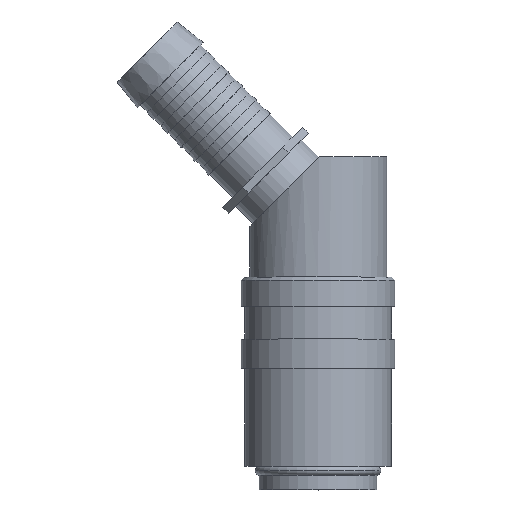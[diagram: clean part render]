
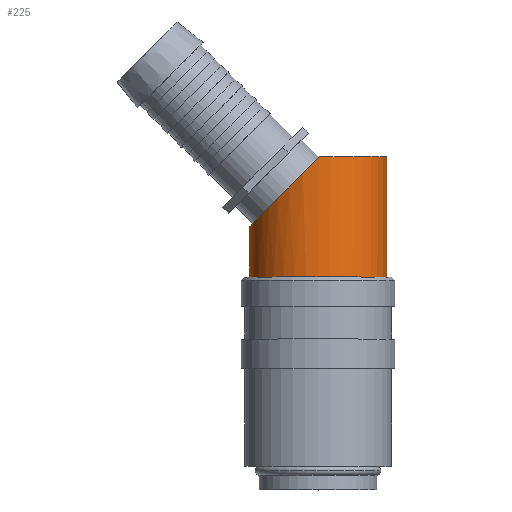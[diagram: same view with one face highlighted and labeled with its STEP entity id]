
A CAD part, top view. The second image highlights one B-rep face of the part: STEP entity #225.
In plain terms, the highlighted cylindrical face has radius 10.5 mm (diameter 21 mm), a partial arc.
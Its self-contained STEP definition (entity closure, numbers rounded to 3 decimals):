
#225=ADVANCED_FACE('',(#471),#472,.T.);
#471=FACE_OUTER_BOUND('',#726,.T.);
#472=CYLINDRICAL_SURFACE('',#727,10.5);
#726=EDGE_LOOP('',(#1282,#1283,#1284,#1285,#1286));
#727=AXIS2_PLACEMENT_3D('',#1287,#1288,#1289);
#1282=ORIENTED_EDGE('',*,*,#1620,.T.);
#1283=ORIENTED_EDGE('',*,*,#1470,.F.);
#1284=ORIENTED_EDGE('',*,*,#1624,.T.);
#1285=ORIENTED_EDGE('',*,*,#1621,.T.);
#1286=ORIENTED_EDGE('',*,*,#1612,.F.);
#1287=CARTESIAN_POINT('',(0.0,40.42,0.0));
#1288=DIRECTION('',(-0.0,1.0,0.0));
#1289=DIRECTION('',(1.0,0.0,0.0));
#1470=EDGE_CURVE('',#1757,#1759,#1760,.T.);
#1612=EDGE_CURVE('',#1950,#1949,#1952,.T.);
#1620=EDGE_CURVE('',#1950,#1759,#1960,.T.);
#1621=EDGE_CURVE('',#1961,#1949,#1962,.T.);
#1624=EDGE_CURVE('',#1757,#1961,#1965,.T.);
#1757=VERTEX_POINT('',#2173);
#1759=VERTEX_POINT('',#2176);
#1760=CIRCLE('',#2177,10.5);
#1949=VERTEX_POINT('',#2463);
#1950=VERTEX_POINT('',#2464);
#1952=CIRCLE('',#2466,10.5);
#1960=LINE('',#2474,#2475);
#1961=VERTEX_POINT('',#2476);
#1962=LINE('',#2477,#2478);
#1965=ELLIPSE('',#2481,14.849,10.5);
#2173=CARTESIAN_POINT('',(0.155,51.0,10.499));
#2176=CARTESIAN_POINT('',(10.5,51.0,0.));
#2177=AXIS2_PLACEMENT_3D('',#2618,#2619,#2620);
#2463=CARTESIAN_POINT('',(-10.5,32.6,0.));
#2464=CARTESIAN_POINT('',(10.5,32.6,0.));
#2466=AXIS2_PLACEMENT_3D('',#2829,#2830,#2831);
#2474=CARTESIAN_POINT('',(10.5,40.42,0.));
#2475=VECTOR('',#2838,1.0);
#2476=CARTESIAN_POINT('',(-10.5,40.345,0.));
#2477=CARTESIAN_POINT('',(-10.5,40.42,0.));
#2478=VECTOR('',#2839,1.0);
#2481=AXIS2_PLACEMENT_3D('',#2843,#2844,#2845);
#2618=CARTESIAN_POINT('',(0.0,51.0,0.0));
#2619=DIRECTION('',(-0.0,1.0,0.0));
#2620=DIRECTION('',(1.0,0.0,0.0));
#2829=CARTESIAN_POINT('',(0.0,32.6,0.0));
#2830=DIRECTION('',(0.,-1.0,-0.0));
#2831=DIRECTION('',(1.0,0.,0.0));
#2838=DIRECTION('',(0.0,1.0,0.0));
#2839=DIRECTION('',(-0.0,-1.0,-0.0));
#2843=CARTESIAN_POINT('',(0.0,50.845,0.0));
#2844=DIRECTION('',(0.707,-0.707,0.0));
#2845=DIRECTION('',(0.707,0.707,0.0));
